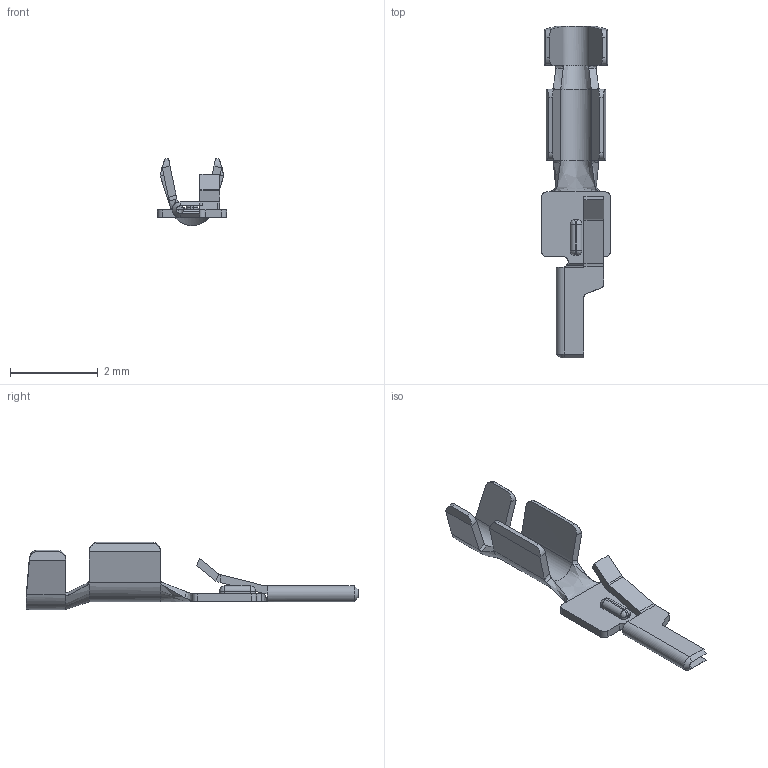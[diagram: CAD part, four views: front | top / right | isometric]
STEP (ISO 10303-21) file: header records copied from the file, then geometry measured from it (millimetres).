
FILE_DESCRIPTION( ('This file contains a STEP AP42 implementation' ,'as created by ZW3D STEP Interface translator.') ,'2;1' );
FILE_NAME( 'T3900-TPSN01.stp' ,'231212. 83432', (''), ('ZWCAD Software Co.'), 'Version 1.0', 'ZW3D to STEP translator', '' );
FILE_SCHEMA(('AUTOMOTIVE_DESIGN { 1 0 10303 214 1 1 1 1 }'));
Length unit declared in the file: millimetre
Products named in the file (2): 0; T3900-TPSN01
Bounding box: 1.58 x 7.57 x 1.53 mm (x, y, z)
Volume: 2.4 mm3; surface area: 35.1 mm2
Topology: 1 solids, 1 shells, 131 faces, 326 edges, 195 vertices
Faces by surface type: plane 60, cylinder 40, bspline 27, sphere 4
Entity records: 6362 total; most frequent: CARTESIAN_POINT 3327, ORIENTED_EDGE 644, DIRECTION 526, EDGE_CURVE 322, VERTEX_POINT 195, VECTOR 188, LINE 188, AXIS2_PLACEMENT_3D 169
